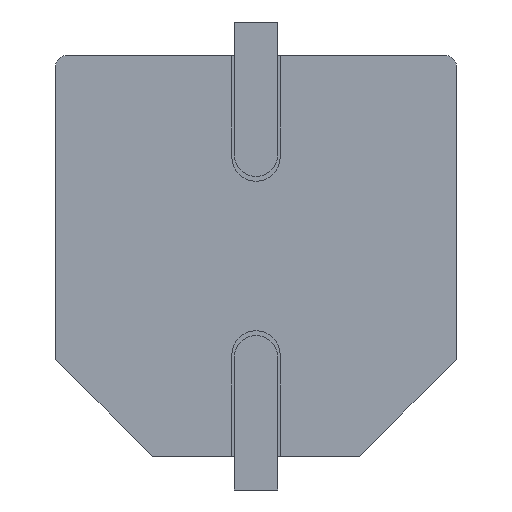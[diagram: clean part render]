
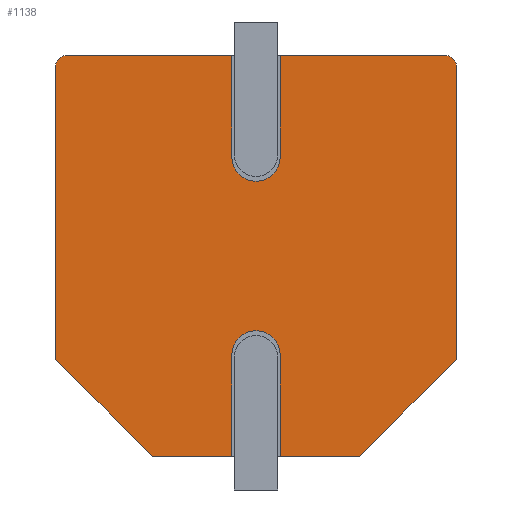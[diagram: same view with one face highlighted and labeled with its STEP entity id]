
A CAD part, front view. The second image highlights one B-rep face of the part: STEP entity #1138.
In plain terms, the highlighted planar face has unit normal (0, -1, 0).
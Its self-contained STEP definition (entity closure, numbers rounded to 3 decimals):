
#14 = ORIENTED_EDGE ( 'NONE', *, *, #864, .T. ) ;
#28 = AXIS2_PLACEMENT_3D ( 'NONE', #1384, #2143, #2289 ) ;
#32 = VERTEX_POINT ( 'NONE', #1658 ) ;
#109 = DIRECTION ( 'NONE',  ( 0., 0., -1. ) ) ;
#116 = ORIENTED_EDGE ( 'NONE', *, *, #1329, .T. ) ;
#129 = DIRECTION ( 'NONE',  ( 0.707, 0., 0.707 ) ) ;
#148 = FACE_OUTER_BOUND ( 'NONE', #2246, .T. ) ;
#167 = DIRECTION ( 'NONE',  ( 0., 0., 1. ) ) ;
#175 = CARTESIAN_POINT ( 'NONE',  ( 0.5, 0., 2.05 ) ) ;
#190 = VERTEX_POINT ( 'NONE', #676 ) ;
#205 = EDGE_CURVE ( 'NONE', #372, #1218, #1562, .T. ) ;
#218 = ORIENTED_EDGE ( 'NONE', *, *, #1649, .F. ) ;
#244 = CARTESIAN_POINT ( 'NONE',  ( 4.15, 0., 0. ) ) ;
#267 = EDGE_CURVE ( 'NONE', #1886, #1722, #649, .T. ) ;
#274 = VERTEX_POINT ( 'NONE', #2322 ) ;
#276 = CARTESIAN_POINT ( 'NONE',  ( 0., 0., 4.15 ) ) ;
#288 = VECTOR ( 'NONE', #296, 1000. ) ;
#292 = CIRCLE ( 'NONE', #481, 0.2 ) ;
#294 = ORIENTED_EDGE ( 'NONE', *, *, #968, .T. ) ;
#295 = VECTOR ( 'NONE', #1736, 1000. ) ;
#296 = DIRECTION ( 'NONE',  ( 0., 0., -1. ) ) ;
#308 = DIRECTION ( 'NONE',  ( 0., 0., 1. ) ) ;
#314 = CARTESIAN_POINT ( 'NONE',  ( -4.15, 0., 0. ) ) ;
#319 = CARTESIAN_POINT ( 'NONE',  ( -0.5, 0., 3.1 ) ) ;
#324 = ORIENTED_EDGE ( 'NONE', *, *, #1454, .F. ) ;
#358 = PLANE ( 'NONE',  #835 ) ;
#372 = VERTEX_POINT ( 'NONE', #518 ) ;
#416 = CARTESIAN_POINT ( 'NONE',  ( 0.5, 0., -4.15 ) ) ;
#428 = CARTESIAN_POINT ( 'NONE',  ( -0.5, 0., 4.15 ) ) ;
#451 = CARTESIAN_POINT ( 'NONE',  ( 0., 0., -4.15 ) ) ;
#459 = LINE ( 'NONE', #276, #1858 ) ;
#481 = AXIS2_PLACEMENT_3D ( 'NONE', #1386, #1171, #1181 ) ;
#497 = CARTESIAN_POINT ( 'NONE',  ( -0.5, 0., -4.15 ) ) ;
#518 = CARTESIAN_POINT ( 'NONE',  ( 0.5, 0., -2.05 ) ) ;
#540 = VERTEX_POINT ( 'NONE', #1639 ) ;
#589 = ORIENTED_EDGE ( 'NONE', *, *, #896, .T. ) ;
#620 = LINE ( 'NONE', #244, #295 ) ;
#627 = ORIENTED_EDGE ( 'NONE', *, *, #267, .T. ) ;
#634 = VERTEX_POINT ( 'NONE', #944 ) ;
#649 = LINE ( 'NONE', #314, #1188 ) ;
#661 = CARTESIAN_POINT ( 'NONE',  ( 0.5, 0., 0. ) ) ;
#674 = ORIENTED_EDGE ( 'NONE', *, *, #2003, .T. ) ;
#676 = CARTESIAN_POINT ( 'NONE',  ( 2.15, 0., -4.15 ) ) ;
#722 = CIRCLE ( 'NONE', #1897, 0.5 ) ;
#731 = EDGE_CURVE ( 'NONE', #1886, #1327, #292, .T. ) ;
#785 = VERTEX_POINT ( 'NONE', #428 ) ;
#794 = CARTESIAN_POINT ( 'NONE',  ( 0., 0., 2.05 ) ) ;
#798 = AXIS2_PLACEMENT_3D ( 'NONE', #1993, #1832, #167 ) ;
#800 = CIRCLE ( 'NONE', #1277, 0.2 ) ;
#835 = AXIS2_PLACEMENT_3D ( 'NONE', #2382, #1624, #2361 ) ;
#843 = VECTOR ( 'NONE', #2279, 1000. ) ;
#864 = EDGE_CURVE ( 'NONE', #32, #2283, #620, .T. ) ;
#865 = CARTESIAN_POINT ( 'NONE',  ( -3.95, 0., 4.15 ) ) ;
#876 = DIRECTION ( 'NONE',  ( 1., 0., 0. ) ) ;
#896 = EDGE_CURVE ( 'NONE', #1722, #1646, #1410, .T. ) ;
#944 = CARTESIAN_POINT ( 'NONE',  ( -0.5, 0., -2.05 ) ) ;
#958 = CIRCLE ( 'NONE', #798, 0.5 ) ;
#968 = EDGE_CURVE ( 'NONE', #1646, #1109, #1381, .T. ) ;
#988 = ORIENTED_EDGE ( 'NONE', *, *, #1421, .F. ) ;
#994 = CARTESIAN_POINT ( 'NONE',  ( 0., 0., 4.15 ) ) ;
#1007 = CARTESIAN_POINT ( 'NONE',  ( 3.95, 0., 3.95 ) ) ;
#1023 = DIRECTION ( 'NONE',  ( 0., 0., -1. ) ) ;
#1060 = CARTESIAN_POINT ( 'NONE',  ( 2.15, 0., -4.15 ) ) ;
#1074 = CARTESIAN_POINT ( 'NONE',  ( 0., 0., -4.15 ) ) ;
#1076 = VECTOR ( 'NONE', #129, 1000. ) ;
#1109 = VERTEX_POINT ( 'NONE', #497 ) ;
#1119 = VECTOR ( 'NONE', #1696, 1000. ) ;
#1138 = ADVANCED_FACE ( 'NONE', ( #148 ), #358, .F. ) ;
#1168 = ORIENTED_EDGE ( 'NONE', *, *, #1579, .F. ) ;
#1171 = DIRECTION ( 'NONE',  ( 0., 1., 0. ) ) ;
#1181 = DIRECTION ( 'NONE',  ( 0., 0., -1. ) ) ;
#1188 = VECTOR ( 'NONE', #1023, 1000. ) ;
#1209 = DIRECTION ( 'NONE',  ( 1., 0., 0. ) ) ;
#1218 = VERTEX_POINT ( 'NONE', #416 ) ;
#1256 = LINE ( 'NONE', #1977, #2122 ) ;
#1269 = CARTESIAN_POINT ( 'NONE',  ( 4.15, 0., 3.95 ) ) ;
#1277 = AXIS2_PLACEMENT_3D ( 'NONE', #1007, #1748, #2100 ) ;
#1302 = EDGE_CURVE ( 'NONE', #2280, #2099, #459, .T. ) ;
#1326 = EDGE_CURVE ( 'NONE', #190, #32, #1806, .T. ) ;
#1327 = VERTEX_POINT ( 'NONE', #865 ) ;
#1329 = EDGE_CURVE ( 'NONE', #1218, #190, #2198, .T. ) ;
#1344 = ORIENTED_EDGE ( 'NONE', *, *, #205, .T. ) ;
#1381 = LINE ( 'NONE', #451, #1507 ) ;
#1384 = CARTESIAN_POINT ( 'NONE',  ( 0., 0., 2.05 ) ) ;
#1386 = CARTESIAN_POINT ( 'NONE',  ( -3.95, 0., 3.95 ) ) ;
#1392 = EDGE_CURVE ( 'NONE', #634, #372, #958, .T. ) ;
#1398 = CARTESIAN_POINT ( 'NONE',  ( -2.15, 0., -4.15 ) ) ;
#1410 = LINE ( 'NONE', #1760, #2156 ) ;
#1421 = EDGE_CURVE ( 'NONE', #785, #540, #1782, .T. ) ;
#1448 = ORIENTED_EDGE ( 'NONE', *, *, #1392, .T. ) ;
#1454 = EDGE_CURVE ( 'NONE', #1787, #2099, #1256, .T. ) ;
#1462 = CARTESIAN_POINT ( 'NONE',  ( -4.15, 0., -2.15 ) ) ;
#1507 = VECTOR ( 'NONE', #1209, 1000. ) ;
#1517 = CARTESIAN_POINT ( 'NONE',  ( 0.5, 0., 4.15 ) ) ;
#1532 = ORIENTED_EDGE ( 'NONE', *, *, #1755, .T. ) ;
#1562 = LINE ( 'NONE', #661, #288 ) ;
#1577 = DIRECTION ( 'NONE',  ( 0., -1., 0. ) ) ;
#1578 = VECTOR ( 'NONE', #876, 1000. ) ;
#1579 = EDGE_CURVE ( 'NONE', #2280, #2283, #800, .T. ) ;
#1597 = EDGE_CURVE ( 'NONE', #540, #274, #722, .T. ) ;
#1624 = DIRECTION ( 'NONE',  ( 0., 1., 0. ) ) ;
#1639 = CARTESIAN_POINT ( 'NONE',  ( -0.5, 0., 2.05 ) ) ;
#1646 = VERTEX_POINT ( 'NONE', #1398 ) ;
#1649 = EDGE_CURVE ( 'NONE', #274, #1787, #1780, .T. ) ;
#1658 = CARTESIAN_POINT ( 'NONE',  ( 4.15, 0., -2.15 ) ) ;
#1662 = ORIENTED_EDGE ( 'NONE', *, *, #1302, .T. ) ;
#1696 = DIRECTION ( 'NONE',  ( 0., 0., 1. ) ) ;
#1719 = DIRECTION ( 'NONE',  ( 0.707, 0., -0.707 ) ) ;
#1722 = VERTEX_POINT ( 'NONE', #1462 ) ;
#1727 = CARTESIAN_POINT ( 'NONE',  ( -4.15, 0., 3.95 ) ) ;
#1736 = DIRECTION ( 'NONE',  ( 0., 0., 1. ) ) ;
#1748 = DIRECTION ( 'NONE',  ( 0., 1., 0. ) ) ;
#1755 = EDGE_CURVE ( 'NONE', #1109, #634, #1884, .T. ) ;
#1760 = CARTESIAN_POINT ( 'NONE',  ( -4.15, 0., -2.15 ) ) ;
#1780 = CIRCLE ( 'NONE', #28, 0.5 ) ;
#1782 = LINE ( 'NONE', #319, #1820 ) ;
#1787 = VERTEX_POINT ( 'NONE', #175 ) ;
#1806 = LINE ( 'NONE', #1060, #1076 ) ;
#1820 = VECTOR ( 'NONE', #2146, 1000. ) ;
#1832 = DIRECTION ( 'NONE',  ( 0., 1., 0. ) ) ;
#1858 = VECTOR ( 'NONE', #2282, 1000. ) ;
#1884 = LINE ( 'NONE', #1898, #1119 ) ;
#1886 = VERTEX_POINT ( 'NONE', #1727 ) ;
#1897 = AXIS2_PLACEMENT_3D ( 'NONE', #794, #1577, #109 ) ;
#1898 = CARTESIAN_POINT ( 'NONE',  ( -0.5, 0., 0. ) ) ;
#1977 = CARTESIAN_POINT ( 'NONE',  ( 0.5, 0., 3.1 ) ) ;
#1993 = CARTESIAN_POINT ( 'NONE',  ( 0., 0., -2.05 ) ) ;
#2003 = EDGE_CURVE ( 'NONE', #785, #1327, #2094, .T. ) ;
#2050 = ORIENTED_EDGE ( 'NONE', *, *, #1326, .T. ) ;
#2094 = LINE ( 'NONE', #994, #843 ) ;
#2099 = VERTEX_POINT ( 'NONE', #1517 ) ;
#2100 = DIRECTION ( 'NONE',  ( 0., 0., -1. ) ) ;
#2122 = VECTOR ( 'NONE', #308, 1000. ) ;
#2143 = DIRECTION ( 'NONE',  ( 0., -1., 0. ) ) ;
#2146 = DIRECTION ( 'NONE',  ( 0., 0., -1. ) ) ;
#2156 = VECTOR ( 'NONE', #1719, 1000. ) ;
#2181 = CARTESIAN_POINT ( 'NONE',  ( 3.95, 0., 4.15 ) ) ;
#2198 = LINE ( 'NONE', #1074, #1578 ) ;
#2219 = ORIENTED_EDGE ( 'NONE', *, *, #731, .F. ) ;
#2246 = EDGE_LOOP ( 'NONE', ( #1662, #324, #218, #2332, #988, #674, #2219, #627, #589, #294, #1532, #1448, #1344, #116, #2050, #14, #1168 ) ) ;
#2279 = DIRECTION ( 'NONE',  ( -1., 0., 0. ) ) ;
#2280 = VERTEX_POINT ( 'NONE', #2181 ) ;
#2282 = DIRECTION ( 'NONE',  ( -1., 0., 0. ) ) ;
#2283 = VERTEX_POINT ( 'NONE', #1269 ) ;
#2289 = DIRECTION ( 'NONE',  ( 0., 0., -1. ) ) ;
#2322 = CARTESIAN_POINT ( 'NONE',  ( 0., 0., 1.55 ) ) ;
#2332 = ORIENTED_EDGE ( 'NONE', *, *, #1597, .F. ) ;
#2361 = DIRECTION ( 'NONE',  ( 1., 0., 0. ) ) ;
#2382 = CARTESIAN_POINT ( 'NONE',  ( -4.15, 0., 4.15 ) ) ;
